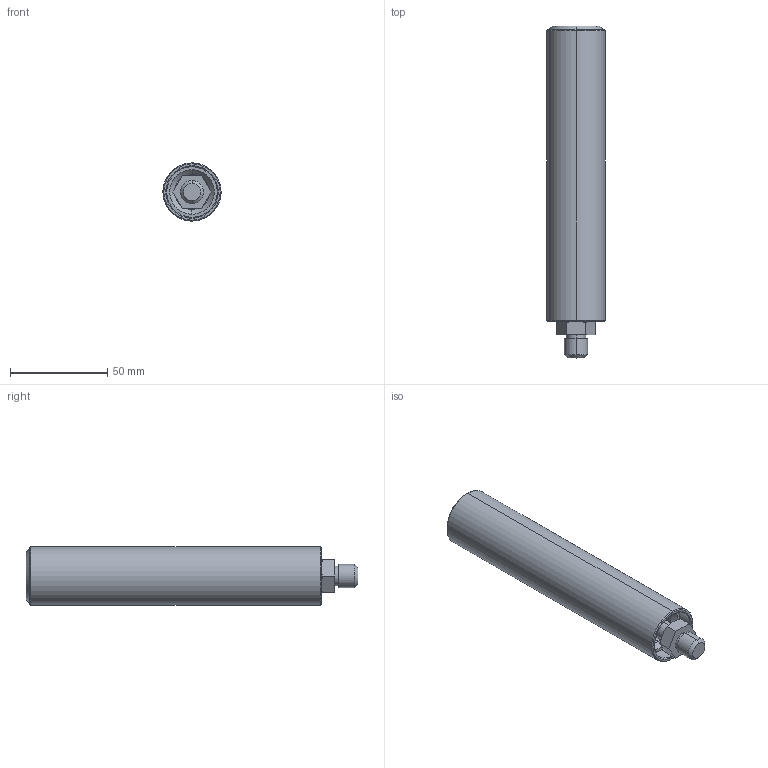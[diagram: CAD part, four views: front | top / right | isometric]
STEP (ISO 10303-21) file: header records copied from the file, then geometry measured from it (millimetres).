
FILE_DESCRIPTION (( 'STEP AP203' ), '1' );
FILE_NAME ('250423_STEP 3-400070-00_1259.STEP', '2025-04-23T13:37:13', ( '' ), ( '' ), 'SwSTEP 2.0', 'SolidWorks 2024', '' );
FILE_SCHEMA (( 'CONFIG_CONTROL_DESIGN' ));
Length unit declared in the file: millimetre
Products named in the file (1): 250423_STEP 3-400070-00_1259
Bounding box: 30 x 171 x 30 mm (x, y, z)
Surface area: 23768.2 mm2 (no closed solid volume)
Topology: 0 solids, 3 shells, 37 faces, 80 edges, 50 vertices
Faces by surface type: plane 13, cone 12, cylinder 12
Entity records: 1217 total; most frequent: CARTESIAN_POINT 318, DIRECTION 188, ORIENTED_EDGE 148, EDGE_CURVE 80, AXIS2_PLACEMENT_3D 76, VERTEX_POINT 50, EDGE_LOOP 42, CIRCLE 38
